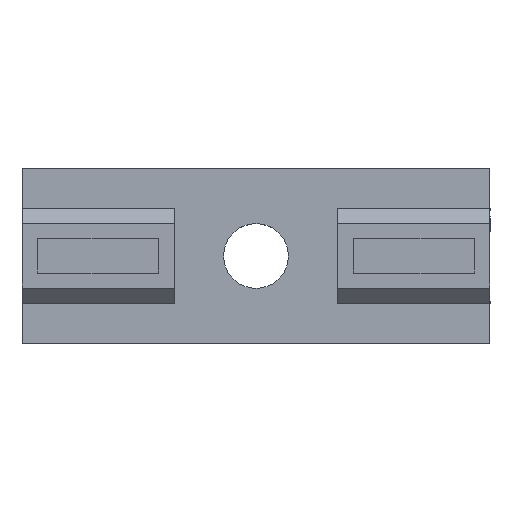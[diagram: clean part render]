
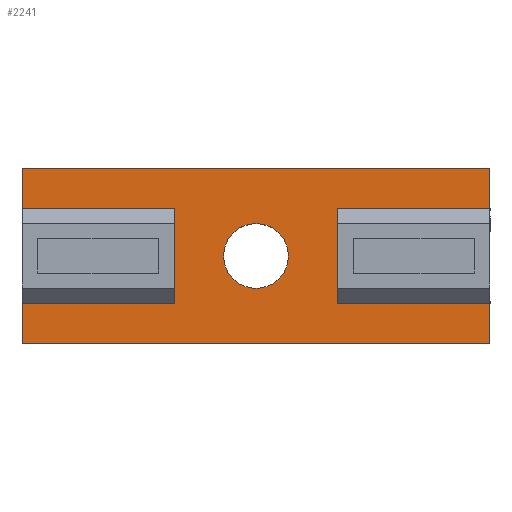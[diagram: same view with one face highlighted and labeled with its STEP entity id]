
A CAD part, top view. The second image highlights one B-rep face of the part: STEP entity #2241.
In plain terms, the highlighted planar face has unit normal (0, 0, 1).
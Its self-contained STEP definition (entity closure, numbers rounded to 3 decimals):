
#19 = VERTEX_POINT ( 'NONE', #2284 ) ;
#26 = CARTESIAN_POINT ( 'NONE',  ( 0., -4.05, 1. ) ) ;
#33 = CARTESIAN_POINT ( 'NONE',  ( 40.5, 4.05, 1. ) ) ;
#47 = ORIENTED_EDGE ( 'NONE', *, *, #618, .T. ) ;
#162 = DIRECTION ( 'NONE',  ( 0., 1., 0. ) ) ;
#163 = ORIENTED_EDGE ( 'NONE', *, *, #1813, .T. ) ;
#221 = CARTESIAN_POINT ( 'NONE',  ( 60., 4.05, 1. ) ) ;
#223 = EDGE_CURVE ( 'NONE', #459, #2893, #2736, .T. ) ;
#252 = CARTESIAN_POINT ( 'NONE',  ( 19.5, 4.05, 1. ) ) ;
#260 = VERTEX_POINT ( 'NONE', #1493 ) ;
#332 = ORIENTED_EDGE ( 'NONE', *, *, #1106, .F. ) ;
#374 = CARTESIAN_POINT ( 'NONE',  ( 40.5, -11.25, 1. ) ) ;
#386 = FACE_OUTER_BOUND ( 'NONE', #2321, .T. ) ;
#413 = VERTEX_POINT ( 'NONE', #2679 ) ;
#422 = VECTOR ( 'NONE', #1831, 1000. ) ;
#429 = VERTEX_POINT ( 'NONE', #221 ) ;
#435 = EDGE_CURVE ( 'NONE', #2588, #459, #2847, .T. ) ;
#448 = DIRECTION ( 'NONE',  ( -1., 0., 0. ) ) ;
#455 = ORIENTED_EDGE ( 'NONE', *, *, #435, .T. ) ;
#459 = VERTEX_POINT ( 'NONE', #2300 ) ;
#472 = DIRECTION ( 'NONE',  ( 1., 0., 0. ) ) ;
#496 = CARTESIAN_POINT ( 'NONE',  ( 60., 0., 1. ) ) ;
#511 = CARTESIAN_POINT ( 'NONE',  ( 60., 11.25, 1. ) ) ;
#516 = LINE ( 'NONE', #26, #1617 ) ;
#524 = EDGE_CURVE ( 'NONE', #19, #1527, #1333, .T. ) ;
#586 = CIRCLE ( 'NONE', #2292, 4.15 ) ;
#618 = EDGE_CURVE ( 'NONE', #413, #2185, #516, .T. ) ;
#642 = CARTESIAN_POINT ( 'NONE',  ( 30., 0., 1. ) ) ;
#737 = DIRECTION ( 'NONE',  ( 1., 0., 0. ) ) ;
#892 = CIRCLE ( 'NONE', #2536, 4.15 ) ;
#904 = CARTESIAN_POINT ( 'NONE',  ( 19.5, -4.05, 1. ) ) ;
#913 = EDGE_CURVE ( 'NONE', #2185, #1235, #2016, .T. ) ;
#972 = EDGE_CURVE ( 'NONE', #2610, #2893, #2268, .T. ) ;
#995 = CARTESIAN_POINT ( 'NONE',  ( 0., -11.25, 1. ) ) ;
#1030 = CARTESIAN_POINT ( 'NONE',  ( 0., 0., 1. ) ) ;
#1041 = VECTOR ( 'NONE', #2060, 1000. ) ;
#1106 = EDGE_CURVE ( 'NONE', #413, #2610, #2977, .T. ) ;
#1110 = EDGE_CURVE ( 'NONE', #1292, #260, #586, .T. ) ;
#1134 = FACE_BOUND ( 'NONE', #2485, .T. ) ;
#1165 = CARTESIAN_POINT ( 'NONE',  ( 0., -4.05, 1. ) ) ;
#1218 = LINE ( 'NONE', #2096, #2838 ) ;
#1234 = ORIENTED_EDGE ( 'NONE', *, *, #2546, .T. ) ;
#1235 = VERTEX_POINT ( 'NONE', #33 ) ;
#1245 = DIRECTION ( 'NONE',  ( 0., -1., 0. ) ) ;
#1292 = VERTEX_POINT ( 'NONE', #1460 ) ;
#1325 = CARTESIAN_POINT ( 'NONE',  ( 0., 4.05, 1. ) ) ;
#1333 = LINE ( 'NONE', #1587, #1369 ) ;
#1346 = DIRECTION ( 'NONE',  ( -1., 0., 0. ) ) ;
#1356 = VECTOR ( 'NONE', #1613, 1000. ) ;
#1363 = VECTOR ( 'NONE', #1346, 1000. ) ;
#1365 = DIRECTION ( 'NONE',  ( 1., 0., 0. ) ) ;
#1369 = VECTOR ( 'NONE', #2970, 1000. ) ;
#1425 = ORIENTED_EDGE ( 'NONE', *, *, #2053, .T. ) ;
#1460 = CARTESIAN_POINT ( 'NONE',  ( 25.85, 0., 1. ) ) ;
#1493 = CARTESIAN_POINT ( 'NONE',  ( 34.15, 0., 1. ) ) ;
#1507 = VECTOR ( 'NONE', #2330, 1000. ) ;
#1527 = VERTEX_POINT ( 'NONE', #1325 ) ;
#1587 = CARTESIAN_POINT ( 'NONE',  ( 0., 0., 1. ) ) ;
#1602 = ORIENTED_EDGE ( 'NONE', *, *, #913, .T. ) ;
#1613 = DIRECTION ( 'NONE',  ( 1., 0., 0. ) ) ;
#1617 = VECTOR ( 'NONE', #2582, 1000. ) ;
#1637 = ORIENTED_EDGE ( 'NONE', *, *, #972, .F. ) ;
#1641 = ORIENTED_EDGE ( 'NONE', *, *, #1110, .T. ) ;
#1673 = ORIENTED_EDGE ( 'NONE', *, *, #2569, .F. ) ;
#1680 = CARTESIAN_POINT ( 'NONE',  ( 40.5, -4.05, 1. ) ) ;
#1785 = ORIENTED_EDGE ( 'NONE', *, *, #524, .T. ) ;
#1813 = EDGE_CURVE ( 'NONE', #1527, #2157, #1218, .T. ) ;
#1820 = CARTESIAN_POINT ( 'NONE',  ( 30., 0., 1. ) ) ;
#1831 = DIRECTION ( 'NONE',  ( 1., 0., 0. ) ) ;
#1842 = ORIENTED_EDGE ( 'NONE', *, *, #2018, .T. ) ;
#1860 = DIRECTION ( 'NONE',  ( 0., 0., -1. ) ) ;
#1936 = DIRECTION ( 'NONE',  ( 0., -1., 0. ) ) ;
#2003 = CARTESIAN_POINT ( 'NONE',  ( 60., 0., 1. ) ) ;
#2016 = LINE ( 'NONE', #374, #2205 ) ;
#2018 = EDGE_CURVE ( 'NONE', #2157, #2588, #2966, .T. ) ;
#2041 = LINE ( 'NONE', #2078, #1356 ) ;
#2050 = CARTESIAN_POINT ( 'NONE',  ( 60., -11.25, 1. ) ) ;
#2053 = EDGE_CURVE ( 'NONE', #1235, #429, #2041, .T. ) ;
#2060 = DIRECTION ( 'NONE',  ( 0., -1., 0. ) ) ;
#2078 = CARTESIAN_POINT ( 'NONE',  ( 0., 4.05, 1. ) ) ;
#2096 = CARTESIAN_POINT ( 'NONE',  ( 0., 4.05, 1. ) ) ;
#2157 = VERTEX_POINT ( 'NONE', #252 ) ;
#2185 = VERTEX_POINT ( 'NONE', #1680 ) ;
#2205 = VECTOR ( 'NONE', #162, 1000. ) ;
#2241 = ADVANCED_FACE ( 'NONE', ( #1134, #386 ), #2359, .T. ) ;
#2249 = DIRECTION ( 'NONE',  ( 0., 0., -1. ) ) ;
#2268 = LINE ( 'NONE', #2715, #1363 ) ;
#2269 = CARTESIAN_POINT ( 'NONE',  ( 19.5, -11.25, 1. ) ) ;
#2274 = CARTESIAN_POINT ( 'NONE',  ( 0., 11.25, 1. ) ) ;
#2284 = CARTESIAN_POINT ( 'NONE',  ( 0., 11.25, 1. ) ) ;
#2292 = AXIS2_PLACEMENT_3D ( 'NONE', #1820, #1860, #1365 ) ;
#2300 = CARTESIAN_POINT ( 'NONE',  ( 0., -4.05, 1. ) ) ;
#2321 = EDGE_LOOP ( 'NONE', ( #1425, #1673, #2505, #1785, #163, #1842, #455, #2577, #1637, #332, #47, #1602 ) ) ;
#2330 = DIRECTION ( 'NONE',  ( 0., -1., 0. ) ) ;
#2359 = PLANE ( 'NONE',  #2717 ) ;
#2485 = EDGE_LOOP ( 'NONE', ( #1234, #1641 ) ) ;
#2505 = ORIENTED_EDGE ( 'NONE', *, *, #2584, .F. ) ;
#2536 = AXIS2_PLACEMENT_3D ( 'NONE', #642, #2249, #2732 ) ;
#2546 = EDGE_CURVE ( 'NONE', #260, #1292, #892, .T. ) ;
#2569 = EDGE_CURVE ( 'NONE', #2821, #429, #2871, .T. ) ;
#2577 = ORIENTED_EDGE ( 'NONE', *, *, #223, .T. ) ;
#2582 = DIRECTION ( 'NONE',  ( -1., 0., 0. ) ) ;
#2584 = EDGE_CURVE ( 'NONE', #19, #2821, #2585, .T. ) ;
#2585 = LINE ( 'NONE', #2274, #422 ) ;
#2588 = VERTEX_POINT ( 'NONE', #904 ) ;
#2610 = VERTEX_POINT ( 'NONE', #2050 ) ;
#2676 = VECTOR ( 'NONE', #448, 1000. ) ;
#2679 = CARTESIAN_POINT ( 'NONE',  ( 60., -4.05, 1. ) ) ;
#2715 = CARTESIAN_POINT ( 'NONE',  ( 0., -11.25, 1. ) ) ;
#2717 = AXIS2_PLACEMENT_3D ( 'NONE', #2829, #2790, #737 ) ;
#2732 = DIRECTION ( 'NONE',  ( 1., 0., 0. ) ) ;
#2736 = LINE ( 'NONE', #1030, #2849 ) ;
#2790 = DIRECTION ( 'NONE',  ( 0., 0., 1. ) ) ;
#2821 = VERTEX_POINT ( 'NONE', #511 ) ;
#2829 = CARTESIAN_POINT ( 'NONE',  ( 0., -11.25, 1. ) ) ;
#2833 = VECTOR ( 'NONE', #1245, 1000. ) ;
#2838 = VECTOR ( 'NONE', #472, 1000. ) ;
#2847 = LINE ( 'NONE', #1165, #2676 ) ;
#2849 = VECTOR ( 'NONE', #1936, 1000. ) ;
#2871 = LINE ( 'NONE', #2003, #1507 ) ;
#2893 = VERTEX_POINT ( 'NONE', #995 ) ;
#2966 = LINE ( 'NONE', #2269, #2833 ) ;
#2970 = DIRECTION ( 'NONE',  ( 0., -1., 0. ) ) ;
#2977 = LINE ( 'NONE', #496, #1041 ) ;
